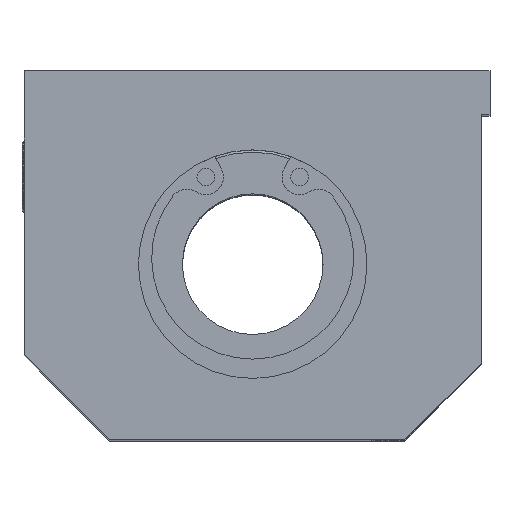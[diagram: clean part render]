
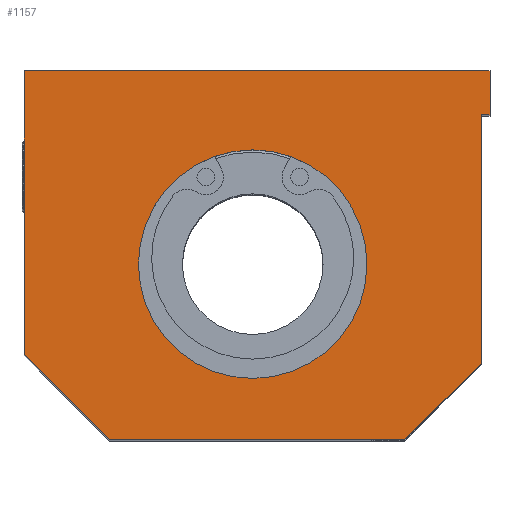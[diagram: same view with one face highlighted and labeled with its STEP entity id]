
A CAD part, top view. The second image highlights one B-rep face of the part: STEP entity #1157.
In plain terms, the highlighted planar face has unit normal (0, 0, 1).
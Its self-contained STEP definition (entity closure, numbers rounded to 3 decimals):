
#63=FACE_BOUND('',#439,.T.);
#104=PLANE('',#1357);
#119=LINE('',#1837,#199);
#121=LINE('',#1842,#201);
#157=LINE('',#2039,#237);
#159=LINE('',#2042,#239);
#162=LINE('',#2048,#242);
#167=LINE('',#2057,#247);
#172=LINE('',#2068,#252);
#174=LINE('',#2072,#254);
#199=VECTOR('',#1455,10.);
#201=VECTOR('',#1459,10.);
#237=VECTOR('',#1619,10.);
#239=VECTOR('',#1623,10.);
#242=VECTOR('',#1628,10.);
#247=VECTOR('',#1635,10.);
#252=VECTOR('',#1648,10.);
#254=VECTOR('',#1654,10.);
#350=FACE_OUTER_BOUND('',#438,.T.);
#438=EDGE_LOOP('',(#992,#993,#994,#995,#996,#997,#998,#999));
#439=EDGE_LOOP('',(#1000));
#509=CIRCLE('',#1352,13.);
#550=VERTEX_POINT('',#1831);
#552=VERTEX_POINT('',#1835);
#554=VERTEX_POINT('',#1840);
#602=VERTEX_POINT('',#2036);
#603=VERTEX_POINT('',#2038);
#604=VERTEX_POINT('',#2045);
#605=VERTEX_POINT('',#2047);
#608=VERTEX_POINT('',#2055);
#609=VERTEX_POINT('',#2059);
#657=EDGE_CURVE('',#550,#552,#119,.T.);
#659=EDGE_CURVE('',#554,#552,#121,.T.);
#728=EDGE_CURVE('',#602,#603,#157,.T.);
#730=EDGE_CURVE('',#550,#602,#159,.T.);
#733=EDGE_CURVE('',#604,#605,#162,.T.);
#738=EDGE_CURVE('',#608,#604,#167,.T.);
#740=EDGE_CURVE('',#609,#609,#509,.T.);
#744=EDGE_CURVE('',#603,#608,#172,.T.);
#746=EDGE_CURVE('',#605,#554,#174,.T.);
#992=ORIENTED_EDGE('',*,*,#746,.F.);
#993=ORIENTED_EDGE('',*,*,#733,.F.);
#994=ORIENTED_EDGE('',*,*,#738,.F.);
#995=ORIENTED_EDGE('',*,*,#744,.F.);
#996=ORIENTED_EDGE('',*,*,#728,.F.);
#997=ORIENTED_EDGE('',*,*,#730,.F.);
#998=ORIENTED_EDGE('',*,*,#657,.T.);
#999=ORIENTED_EDGE('',*,*,#659,.F.);
#1000=ORIENTED_EDGE('',*,*,#740,.T.);
#1157=ADVANCED_FACE('',(#350,#63),#104,.T.);
#1352=AXIS2_PLACEMENT_3D('',#2061,#1639,#1640);
#1357=AXIS2_PLACEMENT_3D('',#2073,#1655,#1656);
#1455=DIRECTION('',(1.,0.,0.));
#1459=DIRECTION('',(0.,-1.,0.));
#1619=DIRECTION('',(-0.707,-0.707,0.));
#1623=DIRECTION('',(0.,-1.,0.));
#1628=DIRECTION('',(0.,1.,0.));
#1635=DIRECTION('',(-0.707,0.707,0.));
#1639=DIRECTION('center_axis',(0.,0.,-1.));
#1640=DIRECTION('ref_axis',(-1.,0.,0.));
#1648=DIRECTION('',(-1.,0.,0.));
#1654=DIRECTION('',(1.,0.,0.));
#1655=DIRECTION('center_axis',(0.,0.,1.));
#1656=DIRECTION('ref_axis',(1.,0.,0.));
#1831=CARTESIAN_POINT('',(26.,16.,42.));
#1835=CARTESIAN_POINT('',(27.,16.,42.));
#1837=CARTESIAN_POINT('',(26.,16.,42.));
#1840=CARTESIAN_POINT('',(27.,21.,42.));
#1842=CARTESIAN_POINT('',(27.,21.,42.));
#2036=CARTESIAN_POINT('',(26.,-12.3,42.));
#2038=CARTESIAN_POINT('',(17.3,-21.,42.));
#2039=CARTESIAN_POINT('',(26.,-12.3,42.));
#2042=CARTESIAN_POINT('',(26.,21.,42.));
#2045=CARTESIAN_POINT('',(-26.,-11.3,42.));
#2047=CARTESIAN_POINT('',(-26.,21.,42.));
#2048=CARTESIAN_POINT('',(-26.,-11.3,42.));
#2055=CARTESIAN_POINT('',(-16.3,-21.,42.));
#2057=CARTESIAN_POINT('',(-16.3,-21.,42.));
#2059=CARTESIAN_POINT('',(13.,-1.,42.));
#2061=CARTESIAN_POINT('Origin',(0.,-1.,42.));
#2068=CARTESIAN_POINT('',(17.3,-21.,42.));
#2072=CARTESIAN_POINT('',(26.,21.,42.));
#2073=CARTESIAN_POINT('Origin',(0.107,1.476,42.));
